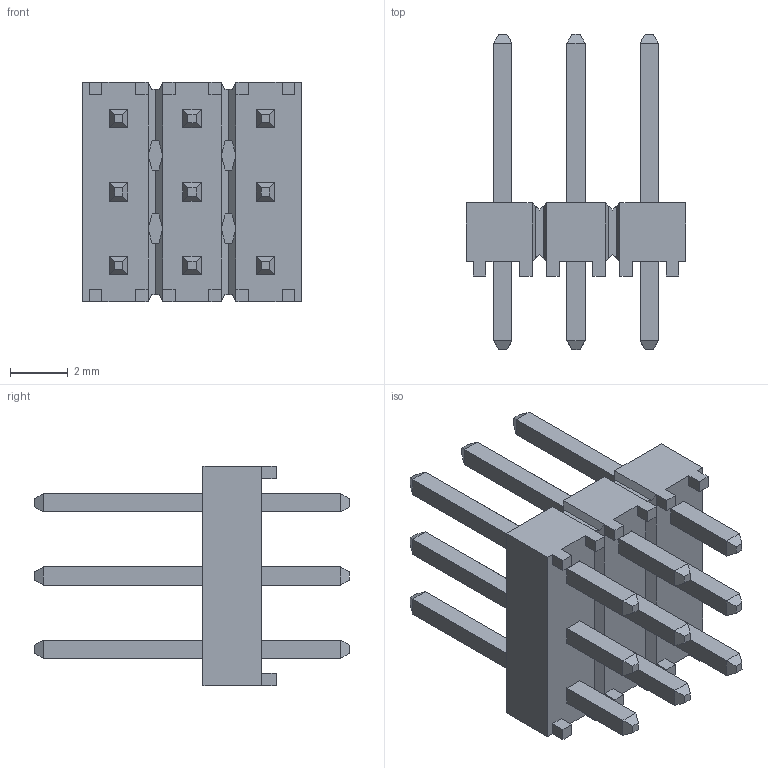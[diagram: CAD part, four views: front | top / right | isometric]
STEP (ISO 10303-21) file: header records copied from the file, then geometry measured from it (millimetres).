
FILE_DESCRIPTION( ( 'STEP AP214' ), '1' );
FILE_NAME( 'TSW-103-07-G-T.stp', '2020-07-24T00:53:15', ( 'License CC BY-ND 4.0' ), ( 'CADENAS' ), ' ', 'PARTsolutions', ' ' );
FILE_SCHEMA( ( 'AUTOMOTIVE_DESIGN { 1 0 10303 214 1 1 1 1 }' ) );
Length unit declared in the file: inch
Products named in the file (3): TSW-103-07-G-T; _TSW-103-07-G-T_body; _T-1S6-07-TSW-1-07-3-T
Assembly tree (2 placements, depth 2):
  TSW-103-07-G-T
    _TSW-103-07-G-T_body
    _T-1S6-07-TSW-1-07-3-T
Bounding box: 7.62 x 10.92 x 7.62 mm (x, y, z)
Volume: 149.2 mm3; surface area: 562.7 mm2
Topology: 2 solids, 2 shells, 326 faces, 808 edges, 496 vertices
Faces by surface type: plane 326
Entity records: 12002 total; most frequent: CARTESIAN_POINT 1633, ORIENTED_EDGE 1616, DIRECTION 1466, EDGE_CURVE 808, LINE 808, VECTOR 808, VERTEX_POINT 496, EDGE_LOOP 362
